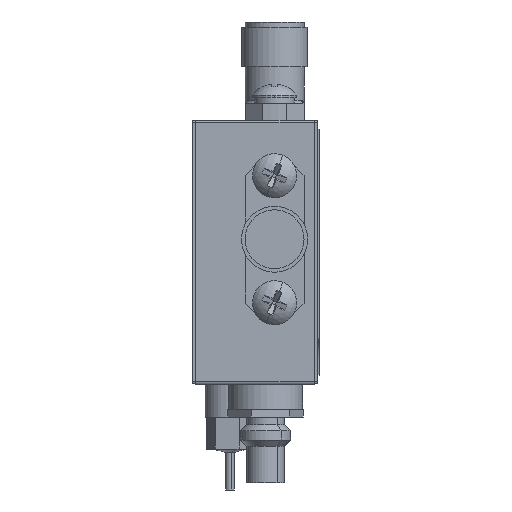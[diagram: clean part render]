
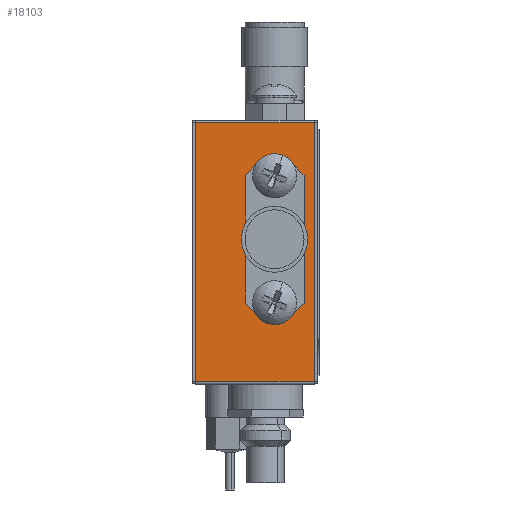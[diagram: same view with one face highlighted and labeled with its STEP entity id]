
A CAD part, left-side view. The second image highlights one B-rep face of the part: STEP entity #18103.
In plain terms, the highlighted planar face has unit normal (-1, 0, 0).
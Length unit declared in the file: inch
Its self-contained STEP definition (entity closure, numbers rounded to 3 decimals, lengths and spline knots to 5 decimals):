
#1901 = CARTESIAN_POINT ( 'NONE',  ( -0.6, 0.15, 0.265 ) ) ;
#2784 = CARTESIAN_POINT ( 'NONE',  ( -0.6, 0.449, 0.466 ) ) ;
#3121 = LINE ( 'NONE', #24941, #56433 ) ;
#4647 = DIRECTION ( 'NONE',  ( 0., -1., 0. ) ) ;
#5010 = DIRECTION ( 'NONE',  ( 0., 0., -1. ) ) ;
#5274 = AXIS2_PLACEMENT_3D ( 'NONE', #1901, #7170, #61577 ) ;
#6750 = EDGE_CURVE ( 'NONE', #65924, #31690, #9519, .T. ) ;
#6963 = VERTEX_POINT ( 'NONE', #2784 ) ;
#7170 = DIRECTION ( 'NONE',  ( -1., 0., 0. ) ) ;
#8712 = AXIS2_PLACEMENT_3D ( 'NONE', #14146, #46471, #25434 ) ;
#8893 = CARTESIAN_POINT ( 'NONE',  ( -0.6, 0.15, -0.261 ) ) ;
#9519 = CIRCLE ( 'NONE', #38647, 0.045 ) ;
#9983 = PLANE ( 'NONE',  #53007 ) ;
#10087 = ORIENTED_EDGE ( 'NONE', *, *, #58288, .F. ) ;
#14146 = CARTESIAN_POINT ( 'NONE',  ( -0.6, 0.15, -0.216 ) ) ;
#14919 = CARTESIAN_POINT ( 'NONE',  ( -0.6, 0.449, 0. ) ) ;
#15869 = VERTEX_POINT ( 'NONE', #28756 ) ;
#15908 = CARTESIAN_POINT ( 'NONE',  ( -0.6, 0.449, 0. ) ) ;
#18103 = ADVANCED_FACE ( 'NONE', ( #67911, #61944, #51778 ), #9983, .T. ) ;
#19424 = DIRECTION ( 'NONE',  ( 0., 0., -1. ) ) ;
#20797 = DIRECTION ( 'NONE',  ( 0., 0., 1. ) ) ;
#21296 = EDGE_CURVE ( 'NONE', #6963, #50719, #53123, .T. ) ;
#22169 = ORIENTED_EDGE ( 'NONE', *, *, #21296, .T. ) ;
#22862 = ORIENTED_EDGE ( 'NONE', *, *, #6750, .F. ) ;
#23321 = AXIS2_PLACEMENT_3D ( 'NONE', #58220, #31570, #26300 ) ;
#23492 = EDGE_CURVE ( 'NONE', #39865, #60931, #56913, .T. ) ;
#23841 = ORIENTED_EDGE ( 'NONE', *, *, #23492, .F. ) ;
#24198 = EDGE_CURVE ( 'NONE', #15869, #50894, #36286, .T. ) ;
#24690 = CARTESIAN_POINT ( 'NONE',  ( -0.6, 0.15, 0.265 ) ) ;
#24941 = CARTESIAN_POINT ( 'NONE',  ( -0.6, 0.449, -0.516 ) ) ;
#25050 = CARTESIAN_POINT ( 'NONE',  ( -0.6, 0.449, 0.466 ) ) ;
#25434 = DIRECTION ( 'NONE',  ( 0., 0., 1. ) ) ;
#26300 = DIRECTION ( 'NONE',  ( 0., 0., 1. ) ) ;
#28756 = CARTESIAN_POINT ( 'NONE',  ( -0.6, 0., 0.466 ) ) ;
#29754 = EDGE_LOOP ( 'NONE', ( #22862, #39786 ) ) ;
#29960 = CARTESIAN_POINT ( 'NONE',  ( -0.6, 0., 0. ) ) ;
#31570 = DIRECTION ( 'NONE',  ( -1., 0., 0. ) ) ;
#31690 = VERTEX_POINT ( 'NONE', #68161 ) ;
#31820 = EDGE_CURVE ( 'NONE', #50719, #50894, #3121, .T. ) ;
#36286 = LINE ( 'NONE', #29960, #52186 ) ;
#38148 = EDGE_LOOP ( 'NONE', ( #23841, #10087 ) ) ;
#38647 = AXIS2_PLACEMENT_3D ( 'NONE', #24690, #68869, #20797 ) ;
#39786 = ORIENTED_EDGE ( 'NONE', *, *, #53055, .F. ) ;
#39865 = VERTEX_POINT ( 'NONE', #53539 ) ;
#39957 = VECTOR ( 'NONE', #4647, 39.37008 ) ;
#40509 = CARTESIAN_POINT ( 'NONE',  ( -0.6, 0., -0.516 ) ) ;
#41579 = EDGE_CURVE ( 'NONE', #6963, #15869, #68199, .T. ) ;
#41625 = DIRECTION ( 'NONE',  ( 0., 0., 1. ) ) ;
#42988 = ORIENTED_EDGE ( 'NONE', *, *, #24198, .F. ) ;
#45812 = DIRECTION ( 'NONE',  ( -1., 0., 0. ) ) ;
#46471 = DIRECTION ( 'NONE',  ( -1., 0., 0. ) ) ;
#47466 = CARTESIAN_POINT ( 'NONE',  ( -0.6, 0.15, 0.31 ) ) ;
#49130 = CIRCLE ( 'NONE', #8712, 0.045 ) ;
#50719 = VERTEX_POINT ( 'NONE', #62777 ) ;
#50894 = VERTEX_POINT ( 'NONE', #40509 ) ;
#51087 = ORIENTED_EDGE ( 'NONE', *, *, #41579, .F. ) ;
#51778 = FACE_OUTER_BOUND ( 'NONE', #57310, .T. ) ;
#52186 = VECTOR ( 'NONE', #19424, 39.37008 ) ;
#52278 = VECTOR ( 'NONE', #5010, 39.37008 ) ;
#53007 = AXIS2_PLACEMENT_3D ( 'NONE', #14919, #45812, #41625 ) ;
#53055 = EDGE_CURVE ( 'NONE', #31690, #65924, #69184, .T. ) ;
#53123 = LINE ( 'NONE', #15908, #52278 ) ;
#53539 = CARTESIAN_POINT ( 'NONE',  ( -0.6, 0.15, -0.171 ) ) ;
#56433 = VECTOR ( 'NONE', #56829, 39.37008 ) ;
#56829 = DIRECTION ( 'NONE',  ( 0., -1., 0. ) ) ;
#56913 = CIRCLE ( 'NONE', #23321, 0.045 ) ;
#57310 = EDGE_LOOP ( 'NONE', ( #42988, #51087, #22169, #61093 ) ) ;
#58220 = CARTESIAN_POINT ( 'NONE',  ( -0.6, 0.15, -0.216 ) ) ;
#58288 = EDGE_CURVE ( 'NONE', #60931, #39865, #49130, .T. ) ;
#60931 = VERTEX_POINT ( 'NONE', #8893 ) ;
#61093 = ORIENTED_EDGE ( 'NONE', *, *, #31820, .T. ) ;
#61577 = DIRECTION ( 'NONE',  ( 0., 0., 1. ) ) ;
#61944 = FACE_BOUND ( 'NONE', #29754, .T. ) ;
#62777 = CARTESIAN_POINT ( 'NONE',  ( -0.6, 0.449, -0.516 ) ) ;
#65924 = VERTEX_POINT ( 'NONE', #47466 ) ;
#67911 = FACE_BOUND ( 'NONE', #38148, .T. ) ;
#68161 = CARTESIAN_POINT ( 'NONE',  ( -0.6, 0.15, 0.22 ) ) ;
#68199 = LINE ( 'NONE', #25050, #39957 ) ;
#68869 = DIRECTION ( 'NONE',  ( -1., 0., 0. ) ) ;
#69184 = CIRCLE ( 'NONE', #5274, 0.045 ) ;
